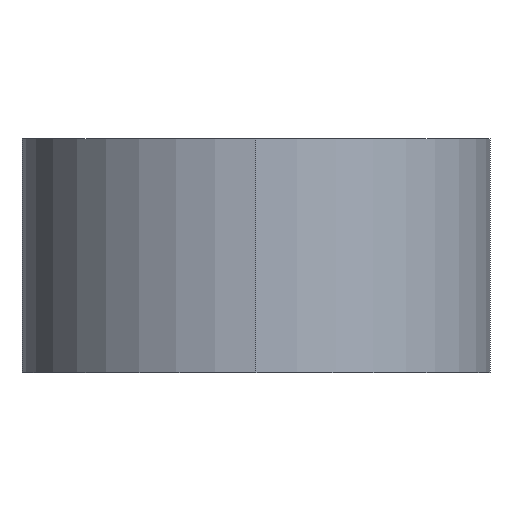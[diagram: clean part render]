
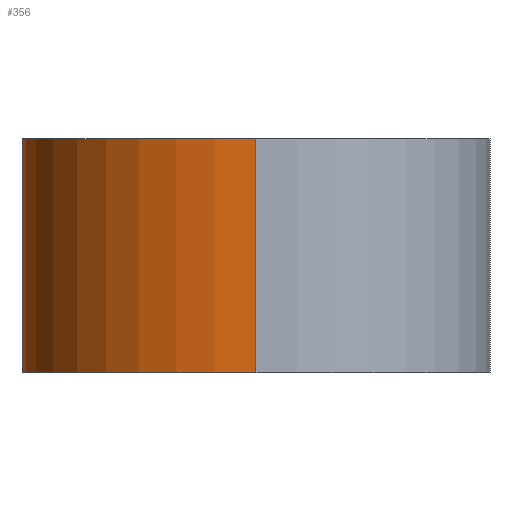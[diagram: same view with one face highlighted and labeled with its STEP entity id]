
A CAD part, front view. The second image highlights one B-rep face of the part: STEP entity #356.
In plain terms, the highlighted cylindrical face has radius 158.75 mm (diameter 317.5 mm), a partial arc.
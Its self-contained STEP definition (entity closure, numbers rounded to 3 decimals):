
#1 = FACE_OUTER_BOUND ( 'NONE', #675, .T. ) ;
#4 = VERTEX_POINT ( 'NONE', #311 ) ;
#13 = CARTESIAN_POINT ( 'NONE',  ( 0., -793.75, 79.375 ) ) ;
#33 = EDGE_CURVE ( 'NONE', #316, #4, #605, .T. ) ;
#34 = VECTOR ( 'NONE', #659, 1000. ) ;
#51 = CARTESIAN_POINT ( 'NONE',  ( 0., -793.75, 79.375 ) ) ;
#76 = AXIS2_PLACEMENT_3D ( 'NONE', #527, #303, #456 ) ;
#110 = AXIS2_PLACEMENT_3D ( 'NONE', #179, #399, #516 ) ;
#145 = DIRECTION ( 'NONE',  ( 0., 0., -1. ) ) ;
#152 = EDGE_CURVE ( 'NONE', #328, #316, #565, .T. ) ;
#179 = CARTESIAN_POINT ( 'NONE',  ( 0., -635., -79.375 ) ) ;
#220 = EDGE_CURVE ( 'NONE', #4, #263, #243, .T. ) ;
#236 = CYLINDRICAL_SURFACE ( 'NONE', #76, 158.75 ) ;
#240 = AXIS2_PLACEMENT_3D ( 'NONE', #528, #145, #419 ) ;
#243 = LINE ( 'NONE', #445, #34 ) ;
#244 = ORIENTED_EDGE ( 'NONE', *, *, #33, .T. ) ;
#263 = VERTEX_POINT ( 'NONE', #343 ) ;
#303 = DIRECTION ( 'NONE',  ( 0., 0., 1. ) ) ;
#311 = CARTESIAN_POINT ( 'NONE',  ( -158.75, -635., 79.375 ) ) ;
#316 = VERTEX_POINT ( 'NONE', #13 ) ;
#328 = VERTEX_POINT ( 'NONE', #511 ) ;
#343 = CARTESIAN_POINT ( 'NONE',  ( -158.75, -635., -79.375 ) ) ;
#344 = DIRECTION ( 'NONE',  ( 0., 0., 1. ) ) ;
#356 = ADVANCED_FACE ( 'NONE', ( #1 ), #236, .T. ) ;
#368 = ORIENTED_EDGE ( 'NONE', *, *, #372, .T. ) ;
#372 = EDGE_CURVE ( 'NONE', #263, #328, #520, .T. ) ;
#399 = DIRECTION ( 'NONE',  ( 0., 0., 1. ) ) ;
#419 = DIRECTION ( 'NONE',  ( -1., 0., 0. ) ) ;
#445 = CARTESIAN_POINT ( 'NONE',  ( -158.75, -635., -79.375 ) ) ;
#456 = DIRECTION ( 'NONE',  ( 1., 0., 0. ) ) ;
#490 = ORIENTED_EDGE ( 'NONE', *, *, #220, .T. ) ;
#511 = CARTESIAN_POINT ( 'NONE',  ( 0., -793.75, -79.375 ) ) ;
#516 = DIRECTION ( 'NONE',  ( -1., 0., 0. ) ) ;
#518 = VECTOR ( 'NONE', #344, 1000. ) ;
#520 = CIRCLE ( 'NONE', #110, 158.75 ) ;
#527 = CARTESIAN_POINT ( 'NONE',  ( 0., -635., 79.375 ) ) ;
#528 = CARTESIAN_POINT ( 'NONE',  ( 0., -635., 79.375 ) ) ;
#565 = LINE ( 'NONE', #51, #518 ) ;
#586 = ORIENTED_EDGE ( 'NONE', *, *, #152, .T. ) ;
#605 = CIRCLE ( 'NONE', #240, 158.75 ) ;
#659 = DIRECTION ( 'NONE',  ( 0., 0., -1. ) ) ;
#675 = EDGE_LOOP ( 'NONE', ( #490, #368, #586, #244 ) ) ;
